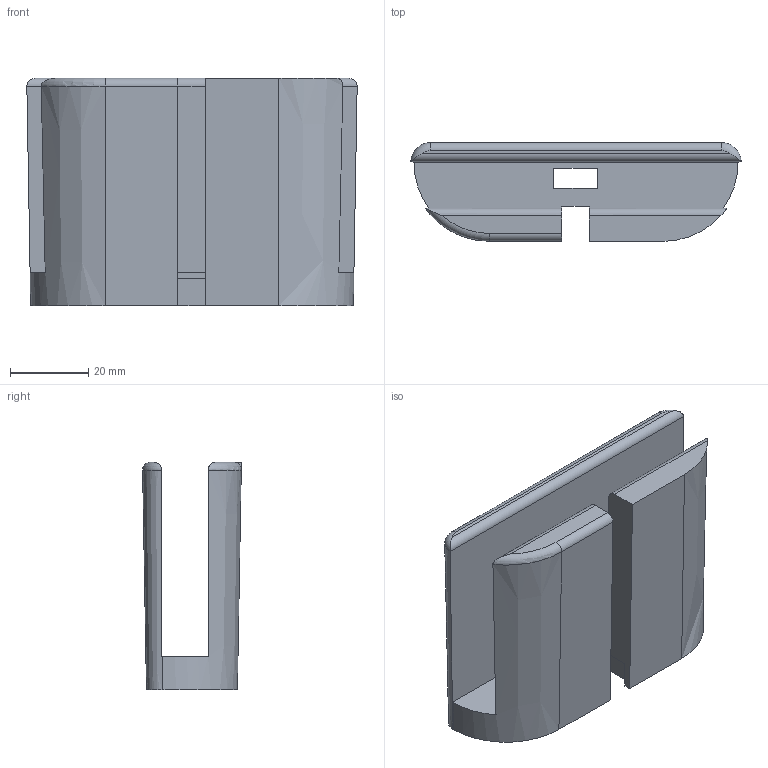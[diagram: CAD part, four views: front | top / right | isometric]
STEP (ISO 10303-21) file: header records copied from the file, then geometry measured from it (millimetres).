
FILE_DESCRIPTION(/* description */ ('Alibre Inc.'),/* implementation_level */ '2;1');
FILE_NAME(/* name */ 'export-A8F43F61-1D53-401D-AA98-D2057F05FB61',/* time_stamp */ '2024-08-03T09:35:36-04:00',/* author */ (''),/* organization */ (''),/* preprocessor_version */ 'ST-DEVELOPER v17',/* originating_system */ 'Alibre',/* authorisation */ '');
FILE_SCHEMA (('CONFIG_CONTROL_DESIGN'));
Length unit declared in the file: centimetre
Bounding box: 84.2 x 25.18 x 58 mm (x, y, z)
Volume: 54785.7 mm3; surface area: 21619.2 mm2
Topology: 1 solids, 1 shells, 37 faces, 105 edges, 69 vertices
Faces by surface type: plane 25, cylinder 5, cone 4, torus 3
Entity records: 1369 total; most frequent: CARTESIAN_POINT 385, ORIENTED_EDGE 210, DIRECTION 149, EDGE_CURVE 105, VERTEX_POINT 69, VECTOR 67, LINE 67, AXIS2_PLACEMENT_3D 52
